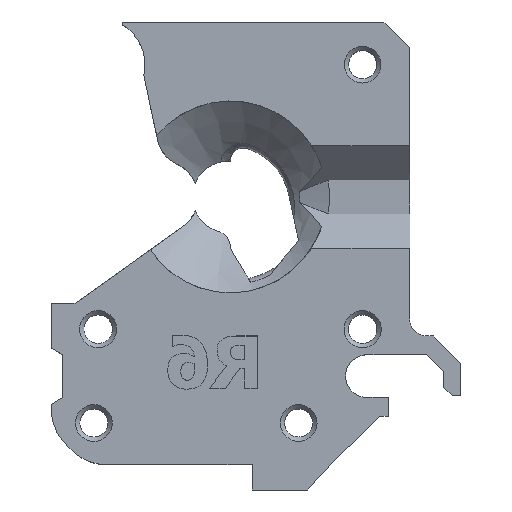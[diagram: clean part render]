
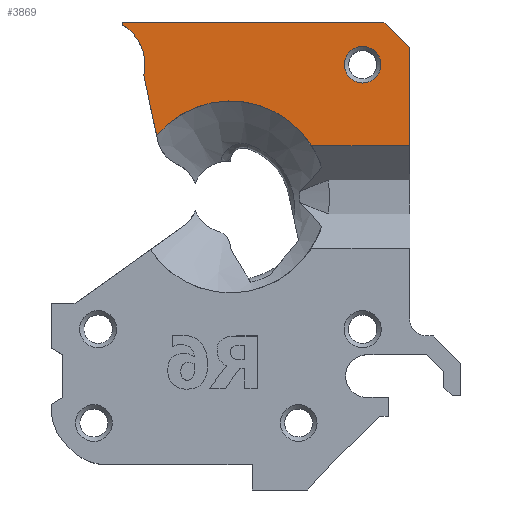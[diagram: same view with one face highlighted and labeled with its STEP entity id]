
A CAD part, top view. The second image highlights one B-rep face of the part: STEP entity #3869.
In plain terms, the highlighted planar face has unit normal (0, 0, 1).
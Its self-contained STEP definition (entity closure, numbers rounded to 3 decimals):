
#65=FACE_BOUND('',#637,.T.);
#263=CIRCLE('',#4109,0.2);
#265=CIRCLE('',#4112,5.5);
#266=CIRCLE('',#4114,11.25);
#267=CIRCLE('',#4115,2.15);
#417=FACE_OUTER_BOUND('',#636,.T.);
#636=EDGE_LOOP('',(#3044,#3045,#3046,#3047,#3048,#3049,#3050,#3051));
#637=EDGE_LOOP('',(#3052));
#961=LINE('',#6899,#1332);
#962=LINE('',#6903,#1333);
#963=LINE('',#6905,#1334);
#964=LINE('',#6907,#1335);
#965=LINE('',#6908,#1336);
#1332=VECTOR('',#4708,10.);
#1333=VECTOR('',#4711,10.);
#1334=VECTOR('',#4712,10.);
#1335=VECTOR('',#4713,10.);
#1336=VECTOR('',#4714,10.);
#1783=VERTEX_POINT('',#6886);
#1784=VERTEX_POINT('',#6888);
#1786=VERTEX_POINT('',#6894);
#1787=VERTEX_POINT('',#6898);
#1788=VERTEX_POINT('',#6900);
#1789=VERTEX_POINT('',#6902);
#1790=VERTEX_POINT('',#6904);
#1791=VERTEX_POINT('',#6906);
#1792=VERTEX_POINT('',#6909);
#2252=EDGE_CURVE('',#1784,#1783,#263,.T.);
#2256=EDGE_CURVE('',#1786,#1783,#265,.T.);
#2257=EDGE_CURVE('',#1787,#1786,#961,.T.);
#2258=EDGE_CURVE('',#1788,#1787,#266,.T.);
#2259=EDGE_CURVE('',#1789,#1788,#962,.T.);
#2260=EDGE_CURVE('',#1790,#1789,#963,.T.);
#2261=EDGE_CURVE('',#1791,#1790,#964,.T.);
#2262=EDGE_CURVE('',#1784,#1791,#965,.T.);
#2263=EDGE_CURVE('',#1792,#1792,#267,.T.);
#3044=ORIENTED_EDGE('',*,*,#2252,.T.);
#3045=ORIENTED_EDGE('',*,*,#2256,.F.);
#3046=ORIENTED_EDGE('',*,*,#2257,.F.);
#3047=ORIENTED_EDGE('',*,*,#2258,.F.);
#3048=ORIENTED_EDGE('',*,*,#2259,.F.);
#3049=ORIENTED_EDGE('',*,*,#2260,.F.);
#3050=ORIENTED_EDGE('',*,*,#2261,.F.);
#3051=ORIENTED_EDGE('',*,*,#2262,.F.);
#3052=ORIENTED_EDGE('',*,*,#2263,.T.);
#3704=PLANE('',#4113);
#3869=ADVANCED_FACE('',(#417,#65),#3704,.F.);
#4109=AXIS2_PLACEMENT_3D('',#6889,#4696,#4697);
#4112=AXIS2_PLACEMENT_3D('',#6896,#4704,#4705);
#4113=AXIS2_PLACEMENT_3D('',#6897,#4706,#4707);
#4114=AXIS2_PLACEMENT_3D('',#6901,#4709,#4710);
#4115=AXIS2_PLACEMENT_3D('',#6910,#4715,#4716);
#4696=DIRECTION('center_axis',(0.,0.,1.));
#4697=DIRECTION('ref_axis',(-0.961,0.277,0.));
#4704=DIRECTION('center_axis',(0.,0.,1.));
#4705=DIRECTION('ref_axis',(1.,0.,0.));
#4706=DIRECTION('center_axis',(0.,0.,-1.));
#4707=DIRECTION('ref_axis',(-1.,0.,0.));
#4708=DIRECTION('',(-0.21,0.978,0.));
#4709=DIRECTION('center_axis',(0.,0.,1.));
#4710=DIRECTION('ref_axis',(-1.,0.,0.));
#4711=DIRECTION('',(-1.,0.,0.));
#4712=DIRECTION('',(0.,-1.,0.));
#4713=DIRECTION('',(0.707,-0.707,0.));
#4714=DIRECTION('',(1.,0.,0.));
#4715=DIRECTION('center_axis',(0.,0.,-1.));
#4716=DIRECTION('ref_axis',(1.,0.,0.));
#6886=CARTESIAN_POINT('',(-54.572,20.131,0.));
#6888=CARTESIAN_POINT('',(-54.465,20.5,0.));
#6889=CARTESIAN_POINT('Origin',(-54.465,20.3,0.));
#6894=CARTESIAN_POINT('',(-52.149,14.204,0.));
#6896=CARTESIAN_POINT('Origin',(-57.5,15.475,0.));
#6897=CARTESIAN_POINT('Origin',(-39.,-5.45,0.));
#6898=CARTESIAN_POINT('',(-50.642,7.203,0.));
#6899=CARTESIAN_POINT('',(-49.836,3.46,0.));
#6900=CARTESIAN_POINT('',(-32.484,6.,0.));
#6901=CARTESIAN_POINT('Origin',(-42.,0.,0.));
#6902=CARTESIAN_POINT('',(-21.,6.,0.));
#6903=CARTESIAN_POINT('',(-29.9,6.,0.));
#6904=CARTESIAN_POINT('',(-21.,17.5,0.));
#6905=CARTESIAN_POINT('',(-21.,17.5,0.));
#6906=CARTESIAN_POINT('',(-24.,20.5,0.));
#6907=CARTESIAN_POINT('',(-24.,20.5,0.));
#6908=CARTESIAN_POINT('',(-60.,20.5,0.));
#6909=CARTESIAN_POINT('',(-28.65,15.5,0.));
#6910=CARTESIAN_POINT('Origin',(-26.5,15.5,0.));
